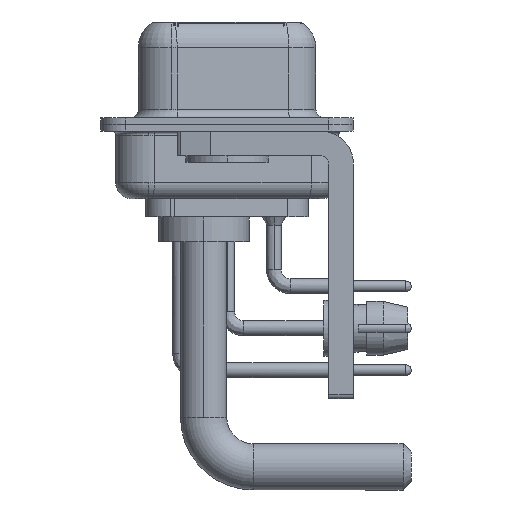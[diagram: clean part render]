
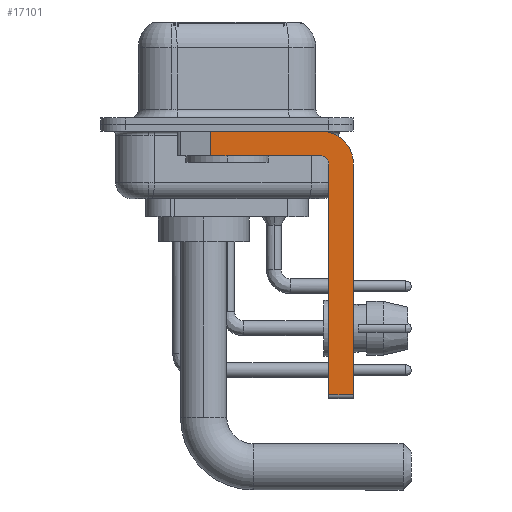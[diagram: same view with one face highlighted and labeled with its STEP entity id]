
A CAD part, left-side view. The second image highlights one B-rep face of the part: STEP entity #17101.
In plain terms, the highlighted planar face has unit normal (-1, 0, 0).
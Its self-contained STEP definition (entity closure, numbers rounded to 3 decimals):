
#160 = PLANE ( 'NONE',  #26609 ) ;
#369 = EDGE_CURVE ( 'NONE', #33935, #15319, #27203, .T. ) ;
#428 = DIRECTION ( 'NONE',  ( 0., -1., 0. ) ) ;
#789 = CARTESIAN_POINT ( 'NONE',  ( -2.9, 3., -0.4 ) ) ;
#1918 = CARTESIAN_POINT ( 'NONE',  ( -2.9, -5.65, -0.4 ) ) ;
#1950 = VERTEX_POINT ( 'NONE', #20573 ) ;
#2199 = CARTESIAN_POINT ( 'NONE',  ( -2.9, -7.65, -2.4 ) ) ;
#2262 = CARTESIAN_POINT ( 'NONE',  ( -2.9, -5.65, -1.9 ) ) ;
#3238 = DIRECTION ( 'NONE',  ( 0., 0., -1. ) ) ;
#4071 = CARTESIAN_POINT ( 'NONE',  ( -2.9, -6.15, -2.4 ) ) ;
#5145 = LINE ( 'NONE', #2199, #16819 ) ;
#5425 = VECTOR ( 'NONE', #9559, 1000. ) ;
#5818 = LINE ( 'NONE', #12362, #32762 ) ;
#6868 = EDGE_LOOP ( 'NONE', ( #14180, #18713, #34782, #9719, #16681, #19351, #24923, #7486 ) ) ;
#7079 = CARTESIAN_POINT ( 'NONE',  ( -2.9, -5.65, -2.4 ) ) ;
#7486 = ORIENTED_EDGE ( 'NONE', *, *, #16302, .F. ) ;
#8015 = DIRECTION ( 'NONE',  ( 0., 0., 1. ) ) ;
#9068 = AXIS2_PLACEMENT_3D ( 'NONE', #7079, #13310, #29505 ) ;
#9343 = FACE_OUTER_BOUND ( 'NONE', #6868, .T. ) ;
#9467 = EDGE_CURVE ( 'NONE', #1950, #16250, #22451, .T. ) ;
#9559 = DIRECTION ( 'NONE',  ( 0., -1., 0. ) ) ;
#9719 = ORIENTED_EDGE ( 'NONE', *, *, #20953, .F. ) ;
#9741 = LINE ( 'NONE', #12495, #5425 ) ;
#10180 = LINE ( 'NONE', #2262, #36237 ) ;
#10306 = VERTEX_POINT ( 'NONE', #36334 ) ;
#11968 = CIRCLE ( 'NONE', #9068, 2. ) ;
#12095 = DIRECTION ( 'NONE',  ( 1., 0., 0. ) ) ;
#12194 = VERTEX_POINT ( 'NONE', #17533 ) ;
#12362 = CARTESIAN_POINT ( 'NONE',  ( -2.9, 0.978, -1.9 ) ) ;
#12495 = CARTESIAN_POINT ( 'NONE',  ( -2.9, -5.65, -16.35 ) ) ;
#13310 = DIRECTION ( 'NONE',  ( 1., 0., 0. ) ) ;
#14180 = ORIENTED_EDGE ( 'NONE', *, *, #9467, .F. ) ;
#14309 = VECTOR ( 'NONE', #18581, 1000. ) ;
#14487 = CARTESIAN_POINT ( 'NONE',  ( -2.9, -5.65, -2.4 ) ) ;
#15319 = VERTEX_POINT ( 'NONE', #4071 ) ;
#15457 = CARTESIAN_POINT ( 'NONE',  ( -2.9, -6.15, -16.6 ) ) ;
#16250 = VERTEX_POINT ( 'NONE', #1918 ) ;
#16302 = EDGE_CURVE ( 'NONE', #16250, #26765, #11968, .T. ) ;
#16604 = VECTOR ( 'NONE', #428, 1000. ) ;
#16681 = ORIENTED_EDGE ( 'NONE', *, *, #369, .F. ) ;
#16819 = VECTOR ( 'NONE', #32908, 1000. ) ;
#16879 = CARTESIAN_POINT ( 'NONE',  ( -2.9, -7.65, -16.35 ) ) ;
#17101 = ADVANCED_FACE ( 'NONE', ( #9343 ), #160, .F. ) ;
#17533 = CARTESIAN_POINT ( 'NONE',  ( -2.9, -5.65, -1.9 ) ) ;
#17625 = CARTESIAN_POINT ( 'NONE',  ( -2.9, -7.65, -2.4 ) ) ;
#18581 = DIRECTION ( 'NONE',  ( 0., 0., 1. ) ) ;
#18713 = ORIENTED_EDGE ( 'NONE', *, *, #21116, .T. ) ;
#19351 = ORIENTED_EDGE ( 'NONE', *, *, #25055, .T. ) ;
#19352 = DIRECTION ( 'NONE',  ( 0., 1., 0. ) ) ;
#20046 = EDGE_CURVE ( 'NONE', #26765, #36288, #5145, .T. ) ;
#20183 = DIRECTION ( 'NONE',  ( 0., 0., -1. ) ) ;
#20573 = CARTESIAN_POINT ( 'NONE',  ( -2.9, 0.978, -0.4 ) ) ;
#20834 = CARTESIAN_POINT ( 'NONE',  ( -2.9, -6.15, -16.35 ) ) ;
#20953 = EDGE_CURVE ( 'NONE', #15319, #12194, #29242, .T. ) ;
#21116 = EDGE_CURVE ( 'NONE', #1950, #10306, #5818, .T. ) ;
#21959 = CARTESIAN_POINT ( 'NONE',  ( -2.9, -5.65, -2.4 ) ) ;
#22451 = LINE ( 'NONE', #789, #16604 ) ;
#23941 = AXIS2_PLACEMENT_3D ( 'NONE', #21959, #33032, #8015 ) ;
#24923 = ORIENTED_EDGE ( 'NONE', *, *, #20046, .F. ) ;
#25055 = EDGE_CURVE ( 'NONE', #33935, #36288, #9741, .T. ) ;
#26609 = AXIS2_PLACEMENT_3D ( 'NONE', #14487, #12095, #20183 ) ;
#26765 = VERTEX_POINT ( 'NONE', #17625 ) ;
#27203 = LINE ( 'NONE', #15457, #14309 ) ;
#29242 = CIRCLE ( 'NONE', #23941, 0.5 ) ;
#29505 = DIRECTION ( 'NONE',  ( 0., 0., -1. ) ) ;
#31342 = EDGE_CURVE ( 'NONE', #12194, #10306, #10180, .T. ) ;
#32762 = VECTOR ( 'NONE', #3238, 1000. ) ;
#32908 = DIRECTION ( 'NONE',  ( 0., 0., -1. ) ) ;
#33032 = DIRECTION ( 'NONE',  ( -1., 0., 0. ) ) ;
#33935 = VERTEX_POINT ( 'NONE', #20834 ) ;
#34782 = ORIENTED_EDGE ( 'NONE', *, *, #31342, .F. ) ;
#36237 = VECTOR ( 'NONE', #19352, 1000. ) ;
#36288 = VERTEX_POINT ( 'NONE', #16879 ) ;
#36334 = CARTESIAN_POINT ( 'NONE',  ( -2.9, 0.978, -1.9 ) ) ;
